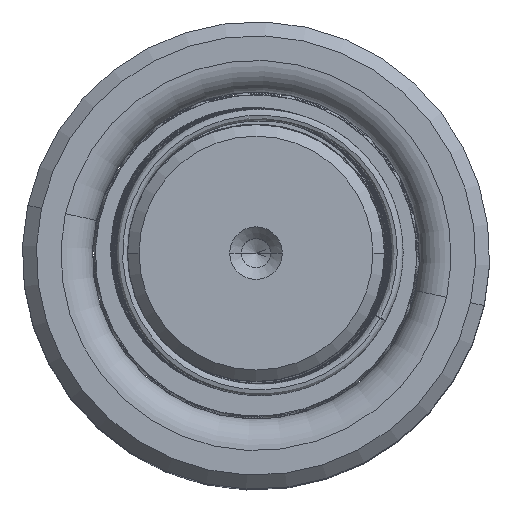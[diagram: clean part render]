
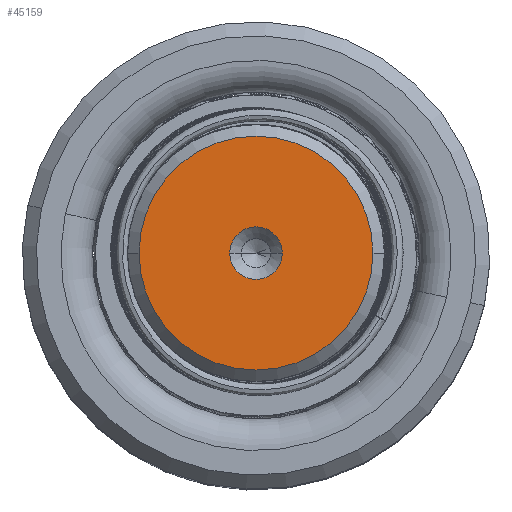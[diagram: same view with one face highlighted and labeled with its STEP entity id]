
A CAD part, top view. The second image highlights one B-rep face of the part: STEP entity #45159.
In plain terms, the highlighted planar face has unit normal (0, 0, 1).
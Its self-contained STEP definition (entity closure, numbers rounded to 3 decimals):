
#2251 = AXIS2_PLACEMENT_3D ( 'NONE', #50490, #3046, #42205 ) ;
#3046 = DIRECTION ( 'NONE',  ( 0., 0., 1. ) ) ;
#3583 = CARTESIAN_POINT ( 'NONE',  ( -10.009, 0., 170. ) ) ;
#3981 = AXIS2_PLACEMENT_3D ( 'NONE', #50250, #22246, #41971 ) ;
#4291 = EDGE_CURVE ( 'NONE', #32085, #49928, #4641, .T. ) ;
#4641 = CIRCLE ( 'NONE', #31145, 2.25 ) ;
#6422 = FACE_BOUND ( 'NONE', #9758, .T. ) ;
#7381 = EDGE_CURVE ( 'NONE', #29220, #16333, #29830, .T. ) ;
#8784 = CARTESIAN_POINT ( 'NONE',  ( 0., 0., 170. ) ) ;
#9168 = CARTESIAN_POINT ( 'NONE',  ( 0., 0., 170. ) ) ;
#9758 = EDGE_LOOP ( 'NONE', ( #39228, #33196 ) ) ;
#16333 = VERTEX_POINT ( 'NONE', #29834 ) ;
#16871 = DIRECTION ( 'NONE',  ( 0., 0., 1. ) ) ;
#18121 = DIRECTION ( 'NONE',  ( 0., 0., 1. ) ) ;
#22246 = DIRECTION ( 'NONE',  ( 0., 0., 1. ) ) ;
#22893 = CARTESIAN_POINT ( 'NONE',  ( 2.25, 0., 170. ) ) ;
#23795 = CIRCLE ( 'NONE', #3981, 10.009 ) ;
#24250 = EDGE_CURVE ( 'NONE', #49928, #32085, #47665, .T. ) ;
#24815 = DIRECTION ( 'NONE',  ( 1., 0., 0. ) ) ;
#29220 = VERTEX_POINT ( 'NONE', #3583 ) ;
#29830 = CIRCLE ( 'NONE', #48478, 10.009 ) ;
#29834 = CARTESIAN_POINT ( 'NONE',  ( 10.009, 0., 170. ) ) ;
#30853 = EDGE_CURVE ( 'NONE', #16333, #29220, #23795, .T. ) ;
#30952 = CARTESIAN_POINT ( 'NONE',  ( -2.25, 0., 170. ) ) ;
#31145 = AXIS2_PLACEMENT_3D ( 'NONE', #8784, #16871, #40384 ) ;
#31834 = ORIENTED_EDGE ( 'NONE', *, *, #7381, .T. ) ;
#32085 = VERTEX_POINT ( 'NONE', #30952 ) ;
#33196 = ORIENTED_EDGE ( 'NONE', *, *, #4291, .F. ) ;
#34007 = PLANE ( 'NONE',  #44816 ) ;
#38130 = CARTESIAN_POINT ( 'NONE',  ( 0., 0., 170. ) ) ;
#39228 = ORIENTED_EDGE ( 'NONE', *, *, #24250, .F. ) ;
#40384 = DIRECTION ( 'NONE',  ( 1., 0., 0. ) ) ;
#40552 = EDGE_LOOP ( 'NONE', ( #31834, #44901 ) ) ;
#41971 = DIRECTION ( 'NONE',  ( 1., 0., 0. ) ) ;
#42205 = DIRECTION ( 'NONE',  ( 1., 0., 0. ) ) ;
#42859 = FACE_OUTER_BOUND ( 'NONE', #40552, .T. ) ;
#44816 = AXIS2_PLACEMENT_3D ( 'NONE', #9168, #18121, #24815 ) ;
#44901 = ORIENTED_EDGE ( 'NONE', *, *, #30853, .T. ) ;
#45159 = ADVANCED_FACE ( 'NONE', ( #6422, #42859 ), #34007, .T. ) ;
#45911 = DIRECTION ( 'NONE',  ( 1., 0., 0. ) ) ;
#47665 = CIRCLE ( 'NONE', #2251, 2.25 ) ;
#48478 = AXIS2_PLACEMENT_3D ( 'NONE', #38130, #49882, #45911 ) ;
#49882 = DIRECTION ( 'NONE',  ( 0., 0., 1. ) ) ;
#49928 = VERTEX_POINT ( 'NONE', #22893 ) ;
#50250 = CARTESIAN_POINT ( 'NONE',  ( 0., 0., 170. ) ) ;
#50490 = CARTESIAN_POINT ( 'NONE',  ( 0., 0., 170. ) ) ;
